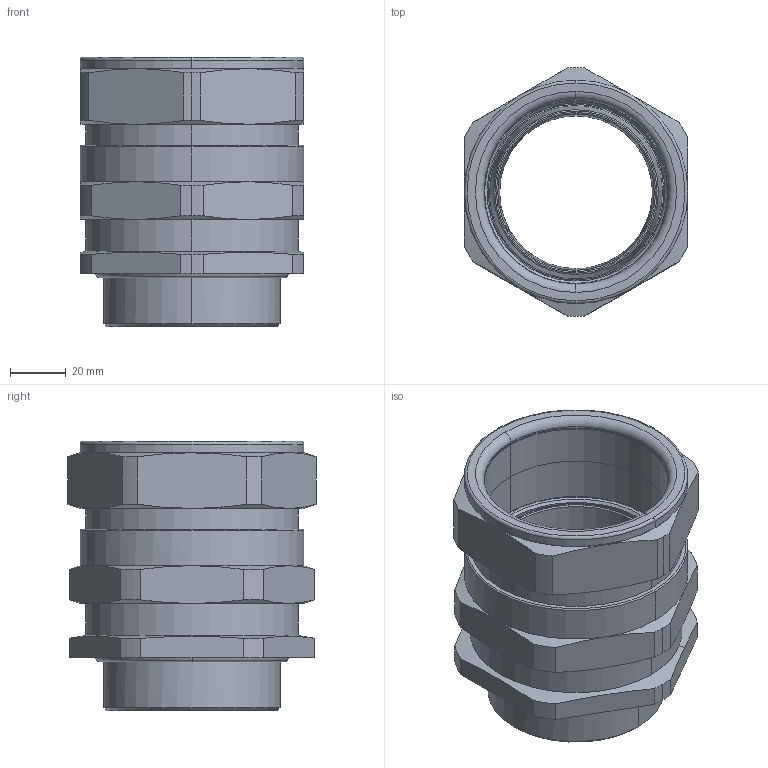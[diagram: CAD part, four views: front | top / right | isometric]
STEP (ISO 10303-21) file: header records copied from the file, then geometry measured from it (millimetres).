
FILE_DESCRIPTION(('CATIA V5 STEP Exchange','CAx-IF Rec.Pracs.--- Model Styling and Organization---1.4--- 2014-01-23'),'2;1');
FILE_NAME ('439871-2_0_1184750000_1184750000.stp','2022-05-17T01:03:57+00:00',('none'),('Weidmueller'),'CATIA Version 5-6 Release 2016 SP3 HF44','CATIA V5 STEP AP214','none');
FILE_SCHEMA(('AUTOMOTIVE_DESIGN { 1 0 10303 214 1 1 1 1 }'));
Length unit declared in the file: millimetre
Products named in the file (1): E1W/63/M63-WM
Bounding box: 80 x 89 x 96.35 mm (x, y, z)
Volume: 163607.1 mm3; surface area: 92743 mm2
Topology: 4 solids, 4 shells, 209 faces, 485 edges, 299 vertices
Faces by surface type: cylinder 72, cone 54, torus 42, plane 41
Entity records: 5602 total; most frequent: CARTESIAN_POINT 1225, ORIENTED_EDGE 970, DIRECTION 710, EDGE_CURVE 485, AXIS2_PLACEMENT_3D 434, VERTEX_POINT 299, CIRCLE 294, EDGE_LOOP 232
